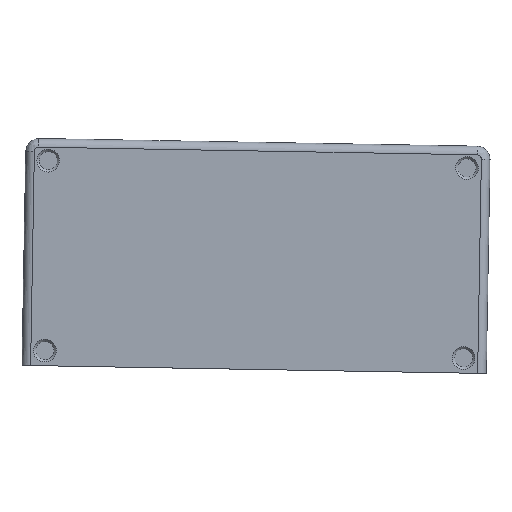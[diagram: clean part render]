
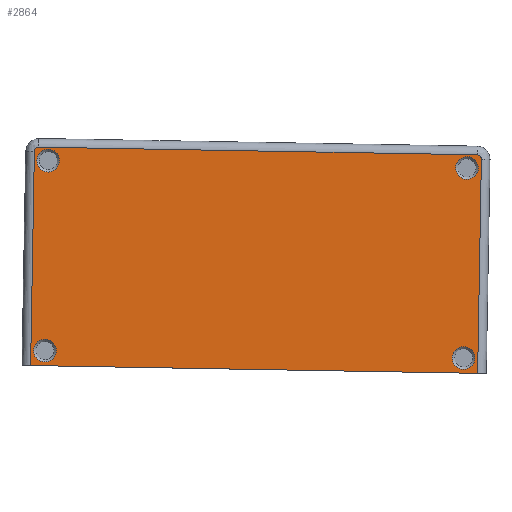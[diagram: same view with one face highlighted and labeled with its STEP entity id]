
A CAD part, front view. The second image highlights one B-rep face of the part: STEP entity #2864.
In plain terms, the highlighted planar face has unit normal (0, -1, 0).
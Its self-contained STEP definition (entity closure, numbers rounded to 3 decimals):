
#35=FACE_BOUND('',#387,.T.);
#36=FACE_BOUND('',#388,.T.);
#37=FACE_BOUND('',#389,.T.);
#38=FACE_BOUND('',#390,.T.);
#49=PLANE('',#3056);
#211=FACE_OUTER_BOUND('',#386,.T.);
#386=EDGE_LOOP('',(#2029,#2030,#2031,#2032,#2033,#2034));
#387=EDGE_LOOP('',(#2035));
#388=EDGE_LOOP('',(#2036));
#389=EDGE_LOOP('',(#2037));
#390=EDGE_LOOP('',(#2038));
#575=LINE('',#4040,#950);
#576=LINE('',#4042,#951);
#577=LINE('',#4044,#952);
#578=LINE('',#4048,#953);
#950=VECTOR('',#3264,10.);
#951=VECTOR('',#3265,10.);
#952=VECTOR('',#3266,10.);
#953=VECTOR('',#3269,10.);
#1324=CIRCLE('',#3054,5.25);
#1326=CIRCLE('',#3057,2.);
#1327=CIRCLE('',#3058,2.);
#1328=CIRCLE('',#3059,5.25);
#1329=CIRCLE('',#3060,5.25);
#1330=CIRCLE('',#3061,5.25);
#1352=VERTEX_POINT('',#4032);
#1354=VERTEX_POINT('',#4038);
#1355=VERTEX_POINT('',#4039);
#1356=VERTEX_POINT('',#4041);
#1357=VERTEX_POINT('',#4043);
#1358=VERTEX_POINT('',#4045);
#1359=VERTEX_POINT('',#4047);
#1360=VERTEX_POINT('',#4050);
#1361=VERTEX_POINT('',#4052);
#1362=VERTEX_POINT('',#4054);
#1610=EDGE_CURVE('',#1352,#1352,#1324,.T.);
#1613=EDGE_CURVE('',#1354,#1355,#575,.T.);
#1614=EDGE_CURVE('',#1354,#1356,#576,.T.);
#1615=EDGE_CURVE('',#1357,#1356,#577,.T.);
#1616=EDGE_CURVE('',#1358,#1357,#1326,.T.);
#1617=EDGE_CURVE('',#1359,#1358,#578,.T.);
#1618=EDGE_CURVE('',#1355,#1359,#1327,.T.);
#1619=EDGE_CURVE('',#1360,#1360,#1328,.T.);
#1620=EDGE_CURVE('',#1361,#1361,#1329,.T.);
#1621=EDGE_CURVE('',#1362,#1362,#1330,.T.);
#2029=ORIENTED_EDGE('',*,*,#1613,.F.);
#2030=ORIENTED_EDGE('',*,*,#1614,.T.);
#2031=ORIENTED_EDGE('',*,*,#1615,.F.);
#2032=ORIENTED_EDGE('',*,*,#1616,.F.);
#2033=ORIENTED_EDGE('',*,*,#1617,.F.);
#2034=ORIENTED_EDGE('',*,*,#1618,.F.);
#2035=ORIENTED_EDGE('',*,*,#1619,.F.);
#2036=ORIENTED_EDGE('',*,*,#1620,.F.);
#2037=ORIENTED_EDGE('',*,*,#1621,.F.);
#2038=ORIENTED_EDGE('',*,*,#1610,.F.);
#2864=ADVANCED_FACE('',(#211,#35,#36,#37,#38),#49,.T.);
#3054=AXIS2_PLACEMENT_3D('',#4033,#3257,#3258);
#3056=AXIS2_PLACEMENT_3D('',#4037,#3262,#3263);
#3057=AXIS2_PLACEMENT_3D('',#4046,#3267,#3268);
#3058=AXIS2_PLACEMENT_3D('',#4049,#3270,#3271);
#3059=AXIS2_PLACEMENT_3D('',#4051,#3272,#3273);
#3060=AXIS2_PLACEMENT_3D('',#4053,#3274,#3275);
#3061=AXIS2_PLACEMENT_3D('',#4055,#3276,#3277);
#3257=DIRECTION('center_axis',(0.,-1.,0.));
#3258=DIRECTION('ref_axis',(1.,0.,-0.017));
#3262=DIRECTION('center_axis',(0.,-1.,0.));
#3263=DIRECTION('ref_axis',(-1.,0.,0.017));
#3264=DIRECTION('',(0.017,0.,1.));
#3265=DIRECTION('',(1.,0.,-0.017));
#3266=DIRECTION('',(-0.017,0.,-1.));
#3267=DIRECTION('center_axis',(0.,1.,0.));
#3268=DIRECTION('ref_axis',(0.719,0.,0.695));
#3269=DIRECTION('',(1.,0.,-0.017));
#3270=DIRECTION('center_axis',(0.,1.,0.));
#3271=DIRECTION('ref_axis',(-0.695,0.,0.719));
#3272=DIRECTION('center_axis',(0.,-1.,0.));
#3273=DIRECTION('ref_axis',(1.,0.,-0.017));
#3274=DIRECTION('center_axis',(0.,-1.,0.));
#3275=DIRECTION('ref_axis',(1.,0.,-0.017));
#3276=DIRECTION('center_axis',(0.,-1.,0.));
#3277=DIRECTION('ref_axis',(1.,0.,-0.017));
#4032=CARTESIAN_POINT('',(196.93,-18.295,-6.506));
#4033=CARTESIAN_POINT('Origin',(202.179,-18.295,-6.597));
#4037=CARTESIAN_POINT('Origin',(106.039,-18.295,40.688));
#4038=CARTESIAN_POINT('',(1.587,-18.295,-10.097));
#4039=CARTESIAN_POINT('',(3.318,-18.295,89.088));
#4040=CARTESIAN_POINT('',(2.046,-18.295,16.199));
#4041=CARTESIAN_POINT('',(208.656,-18.295,-13.711));
#4042=CARTESIAN_POINT('',(-2.412,-18.295,-10.027));
#4043=CARTESIAN_POINT('',(210.387,-18.295,85.474));
#4044=CARTESIAN_POINT('',(210.033,-18.295,65.177));
#4045=CARTESIAN_POINT('',(208.422,-18.295,87.508));
#4046=CARTESIAN_POINT('Origin',(208.387,-18.295,85.508));
#4047=CARTESIAN_POINT('',(5.353,-18.295,91.053));
#4048=CARTESIAN_POINT('',(53.121,-18.295,90.219));
#4049=CARTESIAN_POINT('Origin',(5.318,-18.295,89.053));
#4050=CARTESIAN_POINT('',(198.465,-18.295,81.481));
#4051=CARTESIAN_POINT('Origin',(203.715,-18.295,81.389));
#4052=CARTESIAN_POINT('',(4.495,-18.295,84.867));
#4053=CARTESIAN_POINT('Origin',(9.744,-18.295,84.775));
#4054=CARTESIAN_POINT('',(2.959,-18.295,-3.12));
#4055=CARTESIAN_POINT('Origin',(8.208,-18.295,-3.211));
